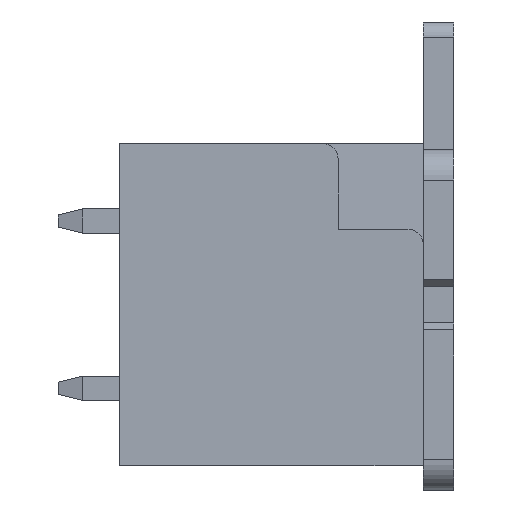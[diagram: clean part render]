
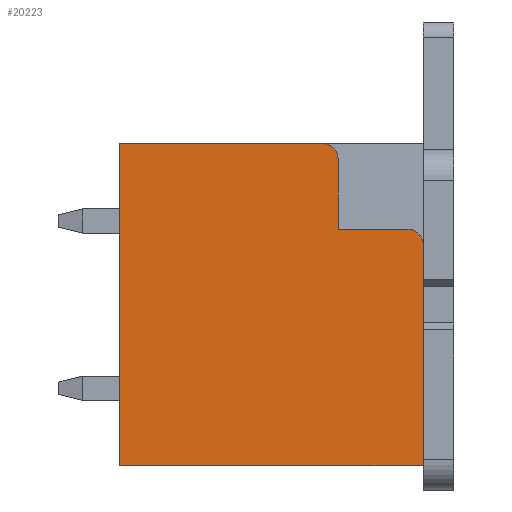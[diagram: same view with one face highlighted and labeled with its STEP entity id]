
A CAD part, left-side view. The second image highlights one B-rep face of the part: STEP entity #20223.
In plain terms, the highlighted planar face has unit normal (-1, 0, 0).
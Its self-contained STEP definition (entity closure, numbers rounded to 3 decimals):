
#1021=CIRCLE('',#21860,0.5);
#1022=CIRCLE('',#21861,0.5);
#5709=ORIENTED_EDGE('',*,*,#8916,.F.);
#5710=ORIENTED_EDGE('',*,*,#9135,.T.);
#5711=ORIENTED_EDGE('',*,*,#9136,.T.);
#5712=ORIENTED_EDGE('',*,*,#9137,.T.);
#5713=ORIENTED_EDGE('',*,*,#9138,.T.);
#5714=ORIENTED_EDGE('',*,*,#6923,.F.);
#5715=ORIENTED_EDGE('',*,*,#6990,.F.);
#5716=ORIENTED_EDGE('',*,*,#6806,.F.);
#6806=EDGE_CURVE('',#9640,#9641,#11461,.T.);
#6923=EDGE_CURVE('',#9756,#9757,#11575,.T.);
#6990=EDGE_CURVE('',#9641,#9756,#11637,.T.);
#8916=EDGE_CURVE('',#11051,#9640,#13122,.T.);
#9135=EDGE_CURVE('',#11051,#11145,#1021,.F.);
#9136=EDGE_CURVE('',#11145,#11146,#13304,.T.);
#9137=EDGE_CURVE('',#11146,#11147,#13305,.T.);
#9138=EDGE_CURVE('',#11147,#9757,#1022,.F.);
#9640=VERTEX_POINT('',#27919);
#9641=VERTEX_POINT('',#27921);
#9756=VERTEX_POINT('',#28153);
#9757=VERTEX_POINT('',#28155);
#11051=VERTEX_POINT('',#32283);
#11145=VERTEX_POINT('',#32736);
#11146=VERTEX_POINT('',#32738);
#11147=VERTEX_POINT('',#32740);
#11461=LINE('',#27920,#13727);
#11575=LINE('',#28154,#13841);
#11637=LINE('',#28289,#13903);
#13122=LINE('',#32284,#15388);
#13304=LINE('',#32737,#15570);
#13305=LINE('',#32739,#15571);
#13727=VECTOR('',#22241,1000.);
#13841=VECTOR('',#22363,1000.);
#13903=VECTOR('',#22463,1000.);
#15388=VECTOR('',#26310,1000.);
#15570=VECTOR('',#26830,1000.);
#15571=VECTOR('',#26831,1000.);
#17020=EDGE_LOOP('',(#5709,#5710,#5711,#5712,#5713,#5714,#5715,#5716));
#18325=FACE_BOUND('',#17020,.T.);
#19146=PLANE('',#21859);
#20223=ADVANCED_FACE('',(#18325),#19146,.F.);
#21859=AXIS2_PLACEMENT_3D('',#32734,#26826,#26827);
#21860=AXIS2_PLACEMENT_3D('',#32735,#26828,#26829);
#21861=AXIS2_PLACEMENT_3D('',#32741,#26832,#26833);
#22241=DIRECTION('',(0.,1.,0.));
#22363=DIRECTION('',(0.,-1.,0.));
#22463=DIRECTION('',(0.,0.,1.));
#26310=DIRECTION('',(0.,0.,-1.));
#26826=DIRECTION('',(1.,0.,0.));
#26827=DIRECTION('',(0.,0.,-1.));
#26828=DIRECTION('',(1.,0.,0.));
#26829=DIRECTION('',(0.,0.,-1.));
#26830=DIRECTION('',(0.,1.,0.));
#26831=DIRECTION('',(0.,0.,1.));
#26832=DIRECTION('',(1.,0.,0.));
#26833=DIRECTION('',(0.,0.,-1.));
#27919=CARTESIAN_POINT('',(-24.5,-5.,-5.3));
#27920=CARTESIAN_POINT('',(-24.5,-5.,-5.3));
#27921=CARTESIAN_POINT('',(-24.5,5.,-5.3));
#28153=CARTESIAN_POINT('',(-24.5,5.,5.3));
#28154=CARTESIAN_POINT('',(-24.5,5.,5.3));
#28155=CARTESIAN_POINT('',(-24.5,-1.7,5.3));
#28289=CARTESIAN_POINT('',(-24.5,5.,-5.3));
#32283=CARTESIAN_POINT('',(-24.5,-5.,1.98));
#32284=CARTESIAN_POINT('',(-24.5,-5.,5.3));
#32734=CARTESIAN_POINT('',(-24.5,0.,0.));
#32735=CARTESIAN_POINT('',(-24.5,-4.5,1.98));
#32736=CARTESIAN_POINT('',(-24.5,-4.5,2.48));
#32737=CARTESIAN_POINT('',(-24.5,-5.,2.48));
#32738=CARTESIAN_POINT('',(-24.5,-2.2,2.48));
#32739=CARTESIAN_POINT('',(-24.5,-2.2,2.48));
#32740=CARTESIAN_POINT('',(-24.5,-2.2,4.8));
#32741=CARTESIAN_POINT('',(-24.5,-1.7,4.8));
